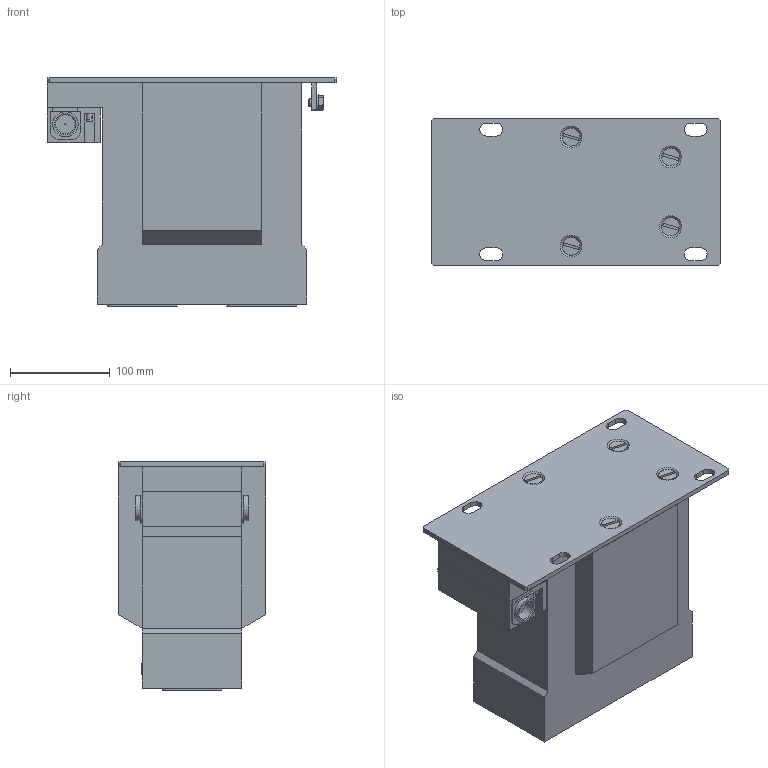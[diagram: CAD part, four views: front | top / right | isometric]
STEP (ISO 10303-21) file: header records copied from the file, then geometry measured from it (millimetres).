
FILE_DESCRIPTION(('STEP AP242'), '1');
FILE_NAME('ﾒﾋﾎ-10 ﾌ15 AC', '', ('UNSPECIFIED'), ('UNSPECIFIED'), 'C3D Converter', 'C3D Toolkit', '');
FILE_SCHEMA(('AP242_MANAGED_MODEL_BASED_3D_ENGINEERING_MIM_LF { 1 0 10303 442 1 1 4 }'));
Length unit declared in the file: millimetre
Assembly tree (31 placements, depth 2):
  (unnamed)
    (unnamed)
    (unnamed)
    (unnamed)
    (unnamed)
    (unnamed)
    (unnamed)  x2
    (unnamed)  x4
    (unnamed)  x8
    (unnamed)
    (unnamed)
    (unnamed)  x2
    (unnamed)  x4
    (unnamed)  x4
Bounding box: 290 x 148 x 229 mm (x, y, z)
Volume: 5808282.2 mm3; surface area: 376392.6 mm2
Topology: 47 solids, 47 shells, 1496 faces, 3902 edges, 2552 vertices
Faces by surface type: plane 718, cylinder 678, cone 67, torus 33
Full cylindrical faces by diameter (mm): 1 x2, 2.5 x2, 3.242 x2, 4 x2, 4.917 x8, 5 x6, 6 x10, 6.647 x1, 7 x4, 8 x1, 8.376 x4, 8.4 x1, 10 x20, 12.5 x8, 14 x8, 16 x1, 19.294 x2, 25.5 x2
Entity records: 42915 total; most frequent: CARTESIAN_POINT 7248, DIRECTION 6250, ORIENTED_EDGE 5696, EDGE_CURVE 2848, AXIS2_PLACEMENT_3D 2340, VERTEX_POINT 1926, LINE 1570, VECTOR 1570
